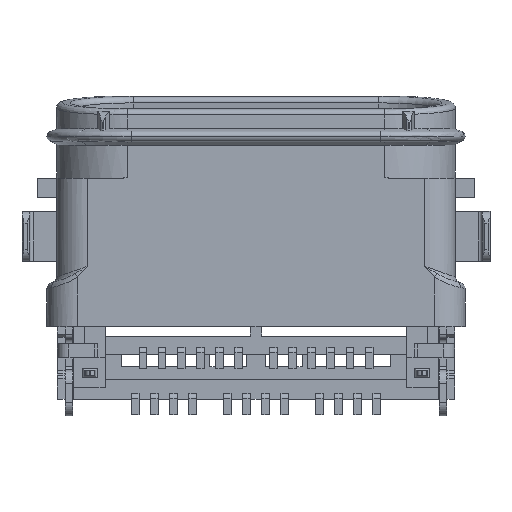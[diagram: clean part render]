
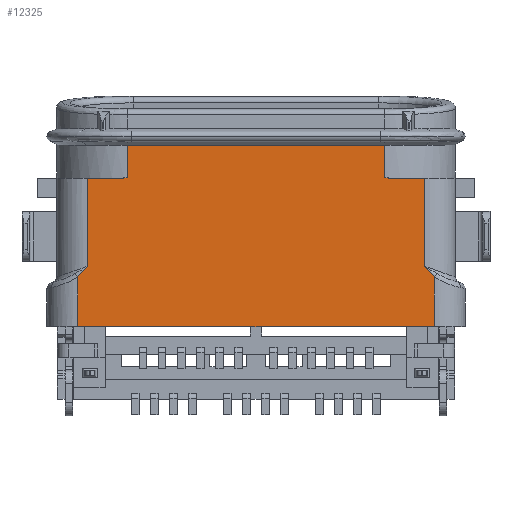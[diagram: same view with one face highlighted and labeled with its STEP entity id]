
A CAD part, front view. The second image highlights one B-rep face of the part: STEP entity #12325.
In plain terms, the highlighted planar face has unit normal (0, -1, 0).
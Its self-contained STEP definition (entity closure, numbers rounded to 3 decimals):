
#600 = VECTOR ( 'NONE', #14631, 1000. ) ;
#705 = ORIENTED_EDGE ( 'NONE', *, *, #24375, .T. ) ;
#942 = VERTEX_POINT ( 'NONE', #16660 ) ;
#1173 = EDGE_CURVE ( 'NONE', #29325, #17558, #25154, .T. ) ;
#1672 = VECTOR ( 'NONE', #22886, 1000. ) ;
#1820 = CARTESIAN_POINT ( 'NONE',  ( 0., -1.39, 2.04 ) ) ;
#2035 = EDGE_CURVE ( 'NONE', #32383, #34734, #12522, .T. ) ;
#2596 = EDGE_CURVE ( 'NONE', #7075, #942, #8405, .T. ) ;
#3342 = VECTOR ( 'NONE', #29097, 1000. ) ;
#3516 = ORIENTED_EDGE ( 'NONE', *, *, #1173, .F. ) ;
#3562 = ORIENTED_EDGE ( 'NONE', *, *, #7098, .T. ) ;
#3692 = DIRECTION ( 'NONE',  ( 0., 0., 1. ) ) ;
#3973 = CARTESIAN_POINT ( 'NONE',  ( 4.4, -1.39, -0.268 ) ) ;
#4163 = EDGE_CURVE ( 'NONE', #10644, #22212, #34436, .T. ) ;
#4183 = ORIENTED_EDGE ( 'NONE', *, *, #34641, .T. ) ;
#4515 = VERTEX_POINT ( 'NONE', #24109 ) ;
#4746 = DIRECTION ( 'NONE',  ( 0., 0., 1. ) ) ;
#4798 = LINE ( 'NONE', #19336, #22378 ) ;
#5139 = CARTESIAN_POINT ( 'NONE',  ( 4.48, -1.39, -0.361 ) ) ;
#5527 = LINE ( 'NONE', #31764, #600 ) ;
#5553 = DIRECTION ( 'NONE',  ( 1., 0., 0. ) ) ;
#5625 = ORIENTED_EDGE ( 'NONE', *, *, #14266, .F. ) ;
#5938 = EDGE_CURVE ( 'NONE', #942, #4515, #15476, .T. ) ;
#6270 = LINE ( 'NONE', #32170, #28275 ) ;
#6925 = EDGE_CURVE ( 'NONE', #29325, #35700, #12481, .T. ) ;
#7017 = CARTESIAN_POINT ( 'NONE',  ( -3.35, -1.39, 2.04 ) ) ;
#7075 = VERTEX_POINT ( 'NONE', #34780 ) ;
#7098 = EDGE_CURVE ( 'NONE', #13067, #11506, #4798, .T. ) ;
#8154 = DIRECTION ( 'NONE',  ( 0., 0., 1. ) ) ;
#8172 = CARTESIAN_POINT ( 'NONE',  ( 4.56, -1.39, -0.455 ) ) ;
#8405 = LINE ( 'NONE', #18126, #34418 ) ;
#8471 = CARTESIAN_POINT ( 'NONE',  ( -4.48, -1.39, -0.361 ) ) ;
#9050 = CARTESIAN_POINT ( 'NONE',  ( -3.45, -1.39, 2.03 ) ) ;
#9098 = CARTESIAN_POINT ( 'NONE',  ( -3.45, -1.39, 2.04 ) ) ;
#9512 = ORIENTED_EDGE ( 'NONE', *, *, #15144, .F. ) ;
#9620 = EDGE_CURVE ( 'NONE', #7075, #17558, #29795, .T. ) ;
#9923 = ORIENTED_EDGE ( 'NONE', *, *, #23647, .T. ) ;
#9968 = VECTOR ( 'NONE', #18792, 1000. ) ;
#10395 = B_SPLINE_CURVE_WITH_KNOTS ( 'NONE', 3,
 ( #19607, #8172, #5139, #11330 ),
 .UNSPECIFIED., .F., .F.,
 ( 4, 4 ),
 ( 0., 0. ),
 .UNSPECIFIED. ) ;
#10644 = VERTEX_POINT ( 'NONE', #7017 ) ;
#10717 = CARTESIAN_POINT ( 'NONE',  ( -3.35, -1.39, 2.889 ) ) ;
#11330 = CARTESIAN_POINT ( 'NONE',  ( 4.4, -1.39, -0.268 ) ) ;
#11506 = VERTEX_POINT ( 'NONE', #33411 ) ;
#11525 = VECTOR ( 'NONE', #19642, 1000. ) ;
#11744 = ORIENTED_EDGE ( 'NONE', *, *, #9620, .T. ) ;
#11928 = CARTESIAN_POINT ( 'NONE',  ( 4.65, -1.39, -1.84 ) ) ;
#12325 = ADVANCED_FACE ( 'NONE', ( #12330 ), #15577, .T. ) ;
#12330 = FACE_OUTER_BOUND ( 'NONE', #12464, .T. ) ;
#12464 = EDGE_LOOP ( 'NONE', ( #14827, #705, #17331, #29556, #9923, #9512, #3562, #4183, #33859, #5625, #28590, #25338, #33475, #11744, #3516, #31419 ) ) ;
#12481 = LINE ( 'NONE', #34266, #1672 ) ;
#12522 = LINE ( 'NONE', #31745, #29954 ) ;
#12806 = LINE ( 'NONE', #9050, #3342 ) ;
#12966 = VERTEX_POINT ( 'NONE', #3973 ) ;
#13067 = VERTEX_POINT ( 'NONE', #16389 ) ;
#14266 = EDGE_CURVE ( 'NONE', #20231, #10644, #25257, .T. ) ;
#14631 = DIRECTION ( 'NONE',  ( -1., 0., 0. ) ) ;
#14827 = ORIENTED_EDGE ( 'NONE', *, *, #16679, .T. ) ;
#15144 = EDGE_CURVE ( 'NONE', #13067, #28742, #35929, .T. ) ;
#15476 = LINE ( 'NONE', #34544, #36969 ) ;
#15577 = PLANE ( 'NONE',  #23235 ) ;
#16389 = CARTESIAN_POINT ( 'NONE',  ( 3.35, -1.39, 2.04 ) ) ;
#16660 = CARTESIAN_POINT ( 'NONE',  ( -4.4, -1.39, 2.03 ) ) ;
#16679 = EDGE_CURVE ( 'NONE', #35700, #24412, #22927, .T. ) ;
#17095 = VECTOR ( 'NONE', #17606, 1000. ) ;
#17331 = ORIENTED_EDGE ( 'NONE', *, *, #25651, .T. ) ;
#17558 = VERTEX_POINT ( 'NONE', #18192 ) ;
#17606 = DIRECTION ( 'NONE',  ( 1., 0., 0. ) ) ;
#18126 = CARTESIAN_POINT ( 'NONE',  ( -4.4, -1.39, -1.84 ) ) ;
#18143 = CARTESIAN_POINT ( 'NONE',  ( -4.65, -1.39, -1.84 ) ) ;
#18192 = CARTESIAN_POINT ( 'NONE',  ( -4.65, -1.39, -0.539 ) ) ;
#18214 = DIRECTION ( 'NONE',  ( 0., -1., 0. ) ) ;
#18792 = DIRECTION ( 'NONE',  ( 1., 0., 0. ) ) ;
#18874 = DIRECTION ( 'NONE',  ( 0., 0., 1. ) ) ;
#19336 = CARTESIAN_POINT ( 'NONE',  ( 3.35, -1.39, 2.04 ) ) ;
#19607 = CARTESIAN_POINT ( 'NONE',  ( 4.65, -1.39, -0.539 ) ) ;
#19642 = DIRECTION ( 'NONE',  ( 0., 0., 1. ) ) ;
#20231 = VERTEX_POINT ( 'NONE', #9098 ) ;
#21848 = LINE ( 'NONE', #33906, #11525 ) ;
#22109 = CARTESIAN_POINT ( 'NONE',  ( -3.35, -1.39, 2.04 ) ) ;
#22212 = VERTEX_POINT ( 'NONE', #10717 ) ;
#22378 = VECTOR ( 'NONE', #4746, 1000. ) ;
#22886 = DIRECTION ( 'NONE',  ( 1., 0., 0. ) ) ;
#22916 = CARTESIAN_POINT ( 'NONE',  ( -4.65, -1.39, -0.539 ) ) ;
#22927 = LINE ( 'NONE', #35550, #35044 ) ;
#23235 = AXIS2_PLACEMENT_3D ( 'NONE', #32711, #18214, #35399 ) ;
#23647 = EDGE_CURVE ( 'NONE', #32383, #28742, #6270, .T. ) ;
#24109 = CARTESIAN_POINT ( 'NONE',  ( -3.45, -1.39, 2.03 ) ) ;
#24375 = EDGE_CURVE ( 'NONE', #24412, #12966, #10395, .T. ) ;
#24412 = VERTEX_POINT ( 'NONE', #28608 ) ;
#25154 = LINE ( 'NONE', #31117, #29150 ) ;
#25257 = LINE ( 'NONE', #1820, #9968 ) ;
#25338 = ORIENTED_EDGE ( 'NONE', *, *, #5938, .F. ) ;
#25651 = EDGE_CURVE ( 'NONE', #12966, #34734, #21848, .T. ) ;
#25685 = CARTESIAN_POINT ( 'NONE',  ( -4.4, -1.39, -0.268 ) ) ;
#26168 = DIRECTION ( 'NONE',  ( 0., 0., 1. ) ) ;
#26310 = EDGE_CURVE ( 'NONE', #4515, #20231, #12806, .T. ) ;
#27710 = VECTOR ( 'NONE', #8154, 1000. ) ;
#28273 = DIRECTION ( 'NONE',  ( 0., 0., 1. ) ) ;
#28275 = VECTOR ( 'NONE', #18874, 1000. ) ;
#28590 = ORIENTED_EDGE ( 'NONE', *, *, #26310, .F. ) ;
#28608 = CARTESIAN_POINT ( 'NONE',  ( 4.65, -1.39, -0.539 ) ) ;
#28609 = CARTESIAN_POINT ( 'NONE',  ( 0., -1.39, 2.04 ) ) ;
#28742 = VERTEX_POINT ( 'NONE', #29425 ) ;
#29097 = DIRECTION ( 'NONE',  ( 0., 0., 1. ) ) ;
#29150 = VECTOR ( 'NONE', #28273, 1000. ) ;
#29255 = CARTESIAN_POINT ( 'NONE',  ( 4.4, -1.39, 2.03 ) ) ;
#29325 = VERTEX_POINT ( 'NONE', #18143 ) ;
#29425 = CARTESIAN_POINT ( 'NONE',  ( 3.45, -1.39, 2.04 ) ) ;
#29556 = ORIENTED_EDGE ( 'NONE', *, *, #2035, .F. ) ;
#29795 = B_SPLINE_CURVE_WITH_KNOTS ( 'NONE', 3,
 ( #25685, #8471, #34294, #22916 ),
 .UNSPECIFIED., .F., .F.,
 ( 4, 4 ),
 ( 0., 0. ),
 .UNSPECIFIED. ) ;
#29954 = VECTOR ( 'NONE', #31877, 1000. ) ;
#31117 = CARTESIAN_POINT ( 'NONE',  ( -4.65, -1.39, -1.84 ) ) ;
#31419 = ORIENTED_EDGE ( 'NONE', *, *, #6925, .T. ) ;
#31745 = CARTESIAN_POINT ( 'NONE',  ( 0., -1.39, 2.03 ) ) ;
#31764 = CARTESIAN_POINT ( 'NONE',  ( -4.65, -1.39, 2.889 ) ) ;
#31877 = DIRECTION ( 'NONE',  ( 1., 0., 0. ) ) ;
#32170 = CARTESIAN_POINT ( 'NONE',  ( 3.45, -1.39, 2.03 ) ) ;
#32383 = VERTEX_POINT ( 'NONE', #34118 ) ;
#32711 = CARTESIAN_POINT ( 'NONE',  ( -4.65, -1.39, -1.84 ) ) ;
#33411 = CARTESIAN_POINT ( 'NONE',  ( 3.35, -1.39, 2.889 ) ) ;
#33475 = ORIENTED_EDGE ( 'NONE', *, *, #2596, .F. ) ;
#33859 = ORIENTED_EDGE ( 'NONE', *, *, #4163, .F. ) ;
#33906 = CARTESIAN_POINT ( 'NONE',  ( 4.4, -1.39, -1.84 ) ) ;
#34118 = CARTESIAN_POINT ( 'NONE',  ( 3.45, -1.39, 2.03 ) ) ;
#34266 = CARTESIAN_POINT ( 'NONE',  ( -4.65, -1.39, -1.84 ) ) ;
#34294 = CARTESIAN_POINT ( 'NONE',  ( -4.56, -1.39, -0.455 ) ) ;
#34418 = VECTOR ( 'NONE', #26168, 1000. ) ;
#34436 = LINE ( 'NONE', #22109, #27710 ) ;
#34544 = CARTESIAN_POINT ( 'NONE',  ( 0., -1.39, 2.03 ) ) ;
#34641 = EDGE_CURVE ( 'NONE', #11506, #22212, #5527, .T. ) ;
#34734 = VERTEX_POINT ( 'NONE', #29255 ) ;
#34780 = CARTESIAN_POINT ( 'NONE',  ( -4.4, -1.39, -0.268 ) ) ;
#35044 = VECTOR ( 'NONE', #3692, 1000. ) ;
#35399 = DIRECTION ( 'NONE',  ( 1., 0., 0. ) ) ;
#35550 = CARTESIAN_POINT ( 'NONE',  ( 4.65, -1.39, -1.84 ) ) ;
#35700 = VERTEX_POINT ( 'NONE', #11928 ) ;
#35929 = LINE ( 'NONE', #28609, #17095 ) ;
#36969 = VECTOR ( 'NONE', #5553, 1000. ) ;
